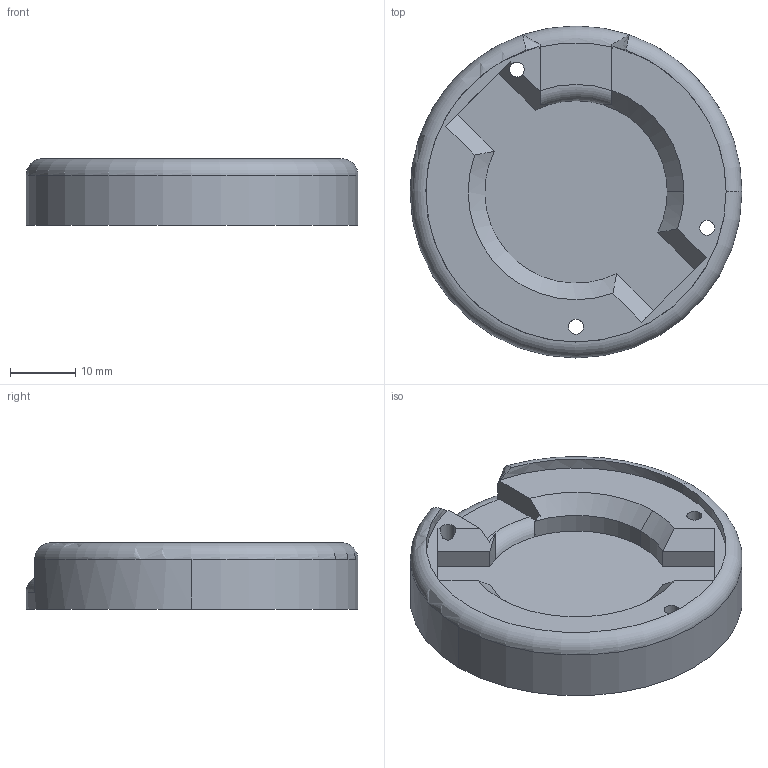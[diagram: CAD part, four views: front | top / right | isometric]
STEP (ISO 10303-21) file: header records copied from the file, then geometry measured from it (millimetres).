
FILE_DESCRIPTION (( 'STEP AP214' ), '1' );
FILE_NAME ('EarpleBox.STEP', '2019-02-20T00:45:41', ( 'cy' ), ( 'er' ), 'SwSTEP 2.0', 'SolidWorks 2001039', '' );
FILE_SCHEMA (( 'AUTOMOTIVE_DESIGN' ));
Length unit declared in the file: inch
Products named in the file (1): 2
Bounding box: 50.8 x 50.8 x 10.16 mm (x, y, z)
Volume: 12641.9 mm3; surface area: 6367.6 mm2
Topology: 1 solids, 1 shells, 43 faces, 116 edges, 74 vertices
Faces by surface type: plane 20, cylinder 14, torus 4, cone 3, bspline 2
Entity records: 1570 total; most frequent: CARTESIAN_POINT 420, ORIENTED_EDGE 232, DIRECTION 210, EDGE_CURVE 116, AXIS2_PLACEMENT_3D 78, VERTEX_POINT 74, LINE 54, VECTOR 54
